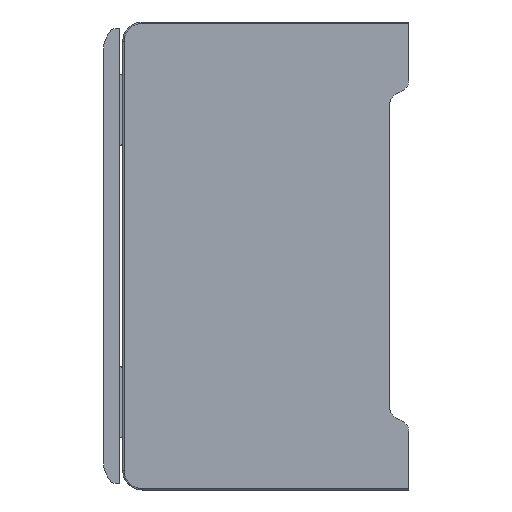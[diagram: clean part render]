
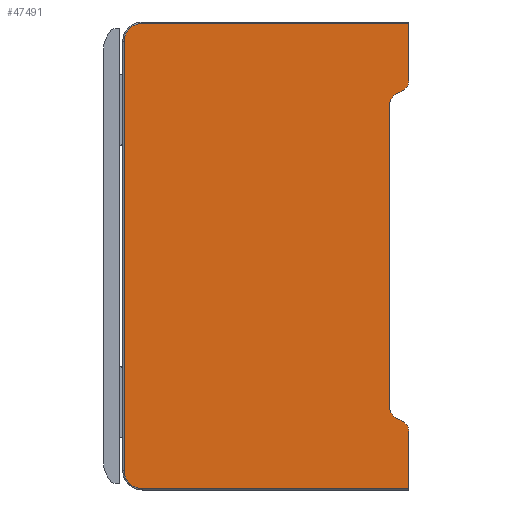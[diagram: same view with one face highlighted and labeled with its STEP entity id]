
A CAD part, left-side view. The second image highlights one B-rep face of the part: STEP entity #47491.
In plain terms, the highlighted planar face has unit normal (-1, 0, 0).
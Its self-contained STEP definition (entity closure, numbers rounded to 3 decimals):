
#16632=DIRECTION('',(0.,-1.,0.));
#16633=VECTOR('',#16632,41.);
#16634=CARTESIAN_POINT('',(-66.,41.,35.8));
#16635=LINE('',#16634,#16633);
#16636=DIRECTION('',(0.,0.,-1.));
#16637=VECTOR('',#16636,8.801);
#16638=CARTESIAN_POINT('',(-66.,0.,35.8));
#16639=LINE('',#16638,#16637);
#16640=CARTESIAN_POINT('',(-66.,1.732,27.));
#16641=DIRECTION('',(1.,0.,0.));
#16642=DIRECTION('',(0.,-1.,-0.001));
#16643=AXIS2_PLACEMENT_3D('',#16640,#16641,#16642);
#16645=DIRECTION('',(0.,-0.866,0.5));
#16646=VECTOR('',#16645,1.31);
#16647=CARTESIAN_POINT('',(-66.,2.,24.845));
#16648=LINE('',#16647,#16646);
#16649=CARTESIAN_POINT('',(-66.,1.,23.113));
#16650=DIRECTION('',(1.,0.,0.));
#16651=DIRECTION('',(0.,1.,0.));
#16652=AXIS2_PLACEMENT_3D('',#16649,#16650,#16651);
#16654=DIRECTION('',(0.,0.,1.));
#16655=VECTOR('',#16654,46.226);
#16656=CARTESIAN_POINT('',(-66.,3.,-23.113));
#16657=LINE('',#16656,#16655);
#16658=CARTESIAN_POINT('',(-66.,1.,-23.113));
#16659=DIRECTION('',(1.,0.,0.));
#16660=DIRECTION('',(0.,0.5,-0.866));
#16661=AXIS2_PLACEMENT_3D('',#16658,#16659,#16660);
#16663=DIRECTION('',(0.,0.866,0.5));
#16664=VECTOR('',#16663,1.311);
#16665=CARTESIAN_POINT('',(-66.,0.865,-25.501));
#16666=LINE('',#16665,#16664);
#16667=CARTESIAN_POINT('',(-66.,1.73,-26.999));
#16668=DIRECTION('',(1.,0.,0.));
#16669=DIRECTION('',(0.,-0.5,0.866));
#16670=AXIS2_PLACEMENT_3D('',#16667,#16668,#16669);
#16672=DIRECTION('',(0.,0.,-1.));
#16673=VECTOR('',#16672,8.801);
#16674=CARTESIAN_POINT('',(-66.,0.,-26.999));
#16675=LINE('',#16674,#16673);
#16676=DIRECTION('',(0.,1.,0.));
#16677=VECTOR('',#16676,41.);
#16678=CARTESIAN_POINT('',(-66.,0.,-35.8));
#16679=LINE('',#16678,#16677);
#16680=CARTESIAN_POINT('',(-66.,41.,-33.));
#16681=DIRECTION('',(1.,0.,0.));
#16682=DIRECTION('',(0.,0.,-1.));
#16683=AXIS2_PLACEMENT_3D('',#16680,#16681,#16682);
#16685=DIRECTION('',(0.,0.,1.));
#16686=VECTOR('',#16685,66.);
#16687=CARTESIAN_POINT('',(-66.,43.8,-33.));
#16688=LINE('',#16687,#16686);
#16689=CARTESIAN_POINT('',(-66.,41.,33.));
#16690=DIRECTION('',(1.,0.,0.));
#16691=DIRECTION('',(0.,1.,0.));
#16692=AXIS2_PLACEMENT_3D('',#16689,#16690,#16691);
#20639=CARTESIAN_POINT('',(-66.,0.865,-25.501));
#20640=CARTESIAN_POINT('',(-66.,2.,-24.845));
#20641=VERTEX_POINT('',#20639);
#20642=VERTEX_POINT('',#20640);
#20643=CARTESIAN_POINT('',(-66.,3.,-23.113));
#20644=VERTEX_POINT('',#20643);
#20645=CARTESIAN_POINT('',(-66.,3.,23.113));
#20646=VERTEX_POINT('',#20645);
#20647=CARTESIAN_POINT('',(-66.,2.,24.845));
#20648=VERTEX_POINT('',#20647);
#20649=CARTESIAN_POINT('',(-66.,0.865,25.5));
#20650=VERTEX_POINT('',#20649);
#20651=CARTESIAN_POINT('',(-66.,0.,26.999));
#20652=VERTEX_POINT('',#20651);
#20653=CARTESIAN_POINT('',(-66.,0.,-26.999));
#20654=VERTEX_POINT('',#20653);
#21116=CARTESIAN_POINT('',(-66.,0.,35.8));
#21118=VERTEX_POINT('',#21116);
#21119=CARTESIAN_POINT('',(-66.,41.,35.8));
#21120=VERTEX_POINT('',#21119);
#21125=CARTESIAN_POINT('',(-66.,43.8,33.));
#21126=VERTEX_POINT('',#21125);
#21129=CARTESIAN_POINT('',(-66.,43.8,-33.));
#21130=VERTEX_POINT('',#21129);
#21133=CARTESIAN_POINT('',(-66.,41.,-35.8));
#21134=VERTEX_POINT('',#21133);
#21135=CARTESIAN_POINT('',(-66.,0.,-35.8));
#21137=VERTEX_POINT('',#21135);
#47465=CARTESIAN_POINT('',(-66.,0.,-36.));
#47466=DIRECTION('',(-1.,0.,0.));
#47467=DIRECTION('',(0.,0.,1.));
#47468=AXIS2_PLACEMENT_3D('',#47465,#47466,#47467);
#47469=PLANE('',#47468);
#47470=ORIENTED_EDGE('',*,*,#45559,.T.);
#47471=ORIENTED_EDGE('',*,*,#45573,.T.);
#47472=ORIENTED_EDGE('',*,*,#45614,.T.);
#47474=ORIENTED_EDGE('',*,*,#47473,.F.);
#47476=ORIENTED_EDGE('',*,*,#47475,.F.);
#47477=ORIENTED_EDGE('',*,*,#29455,.F.);
#47479=ORIENTED_EDGE('',*,*,#47478,.F.);
#47481=ORIENTED_EDGE('',*,*,#47480,.F.);
#47483=ORIENTED_EDGE('',*,*,#47482,.T.);
#47484=ORIENTED_EDGE('',*,*,#45599,.T.);
#47485=ORIENTED_EDGE('',*,*,#47460,.T.);
#47486=ORIENTED_EDGE('',*,*,#45504,.T.);
#47487=ORIENTED_EDGE('',*,*,#45519,.T.);
#47488=ORIENTED_EDGE('',*,*,#45534,.T.);
#47489=EDGE_LOOP('',(#47470,#47471,#47472,#47474,#47476,#47477,#47479,#47481,
#47483,#47484,#47485,#47486,#47487,#47488));
#47490=FACE_OUTER_BOUND('',#47489,.F.);
#47491=ADVANCED_FACE('',(#47490),#47469,.T.);
#16644=CIRCLE('',#16643,1.732);
#16653=CIRCLE('',#16652,2.);
#16662=CIRCLE('',#16661,2.);
#16671=CIRCLE('',#16670,1.73);
#16684=CIRCLE('',#16683,2.8);
#16693=CIRCLE('',#16692,2.8);
#29455=EDGE_CURVE('',#20644,#20646,#16657,.T.);
#45504=EDGE_CURVE('',#21134,#21130,#16684,.T.);
#45519=EDGE_CURVE('',#21130,#21126,#16688,.T.);
#45534=EDGE_CURVE('',#21126,#21120,#16693,.T.);
#45559=EDGE_CURVE('',#21120,#21118,#16635,.T.);
#45573=EDGE_CURVE('',#21118,#20652,#16639,.T.);
#45599=EDGE_CURVE('',#20654,#21137,#16675,.T.);
#45614=EDGE_CURVE('',#20652,#20650,#16644,.T.);
#47460=EDGE_CURVE('',#21137,#21134,#16679,.T.);
#47473=EDGE_CURVE('',#20648,#20650,#16648,.T.);
#47475=EDGE_CURVE('',#20646,#20648,#16653,.T.);
#47478=EDGE_CURVE('',#20642,#20644,#16662,.T.);
#47480=EDGE_CURVE('',#20641,#20642,#16666,.T.);
#47482=EDGE_CURVE('',#20641,#20654,#16671,.T.);
